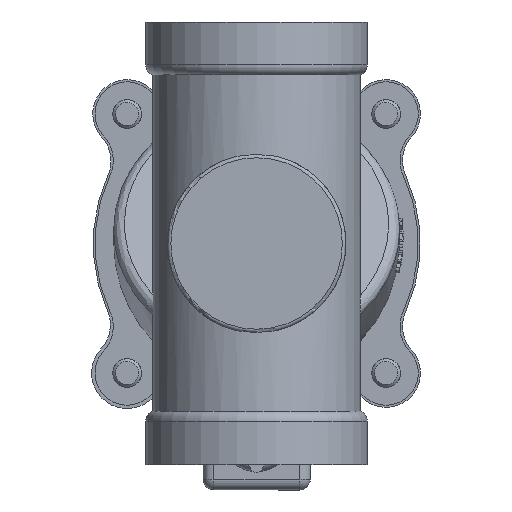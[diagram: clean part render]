
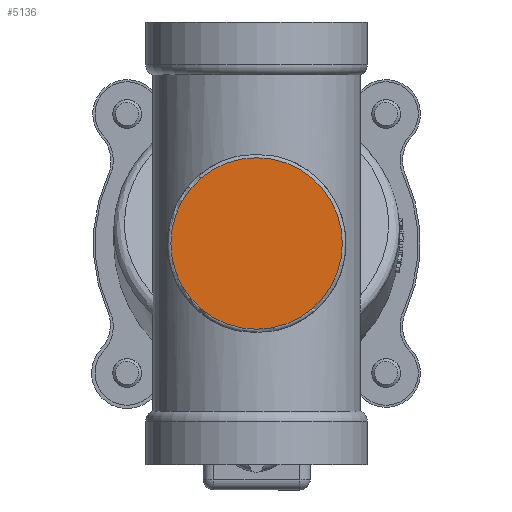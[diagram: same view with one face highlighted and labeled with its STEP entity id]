
A CAD part, front view. The second image highlights one B-rep face of the part: STEP entity #5136.
In plain terms, the highlighted planar face has unit normal (0, -1, 0).
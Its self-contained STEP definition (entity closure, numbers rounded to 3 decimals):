
#379=CIRCLE('',#5616,24.);
#575=PLANE('',#5621);
#1397=FACE_OUTER_BOUND('',#1712,.T.);
#1712=EDGE_LOOP('',(#4020));
#2322=VERTEX_POINT('',#9356);
#2931=EDGE_CURVE('',#2322,#2322,#379,.T.);
#4020=ORIENTED_EDGE('',*,*,#2931,.F.);
#5136=ADVANCED_FACE('',(#1397),#575,.F.);
#5616=AXIS2_PLACEMENT_3D('',#9357,#6575,#6576);
#5621=AXIS2_PLACEMENT_3D('',#9429,#6585,#6586);
#6575=DIRECTION('center_axis',(0.,1.,0.));
#6576=DIRECTION('ref_axis',(-1.,0.,0.));
#6585=DIRECTION('center_axis',(0.,1.,0.));
#6586=DIRECTION('ref_axis',(0.,0.,1.));
#9356=CARTESIAN_POINT('',(0.,-29.41,86.));
#9357=CARTESIAN_POINT('Origin',(0.,-29.41,62.));
#9429=CARTESIAN_POINT('Origin',(0.,-29.41,62.));
